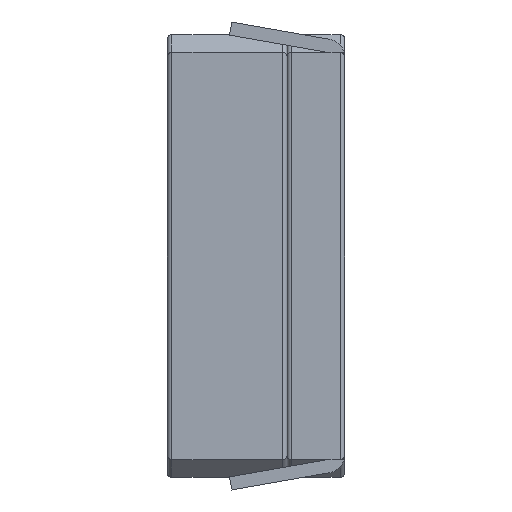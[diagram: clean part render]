
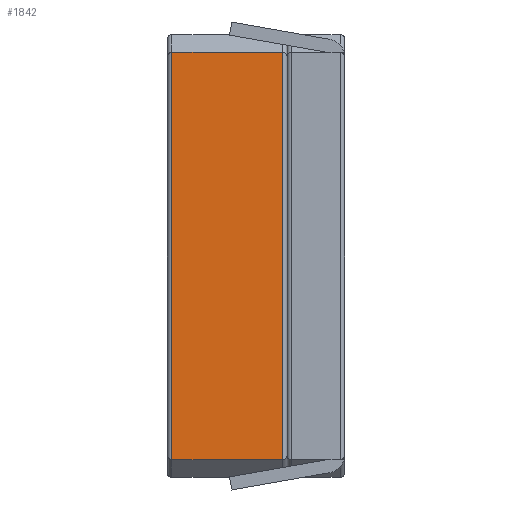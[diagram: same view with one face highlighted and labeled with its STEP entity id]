
A CAD part, left-side view. The second image highlights one B-rep face of the part: STEP entity #1842.
In plain terms, the highlighted planar face has unit normal (-1, 0, 0).
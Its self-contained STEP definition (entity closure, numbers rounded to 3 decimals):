
#64 = EDGE_CURVE ( 'NONE', #431, #3388, #3622, .T. ) ;
#402 = CARTESIAN_POINT ( 'NONE',  ( -2.5, 1.95, -2.3 ) ) ;
#431 = VERTEX_POINT ( 'NONE', #2654 ) ;
#645 = PLANE ( 'NONE',  #1500 ) ;
#921 = CARTESIAN_POINT ( 'NONE',  ( -2.5, 2., -2.3 ) ) ;
#1019 = VECTOR ( 'NONE', #2097, 1000. ) ;
#1072 = EDGE_CURVE ( 'NONE', #2174, #431, #3404, .T. ) ;
#1379 = EDGE_CURVE ( 'NONE', #2749, #2174, #3009, .T. ) ;
#1500 = AXIS2_PLACEMENT_3D ( 'NONE', #1848, #3061, #2767 ) ;
#1548 = CARTESIAN_POINT ( 'NONE',  ( -2.5, 1.95, 2.3 ) ) ;
#1555 = VECTOR ( 'NONE', #2790, 1000. ) ;
#1651 = CARTESIAN_POINT ( 'NONE',  ( -2.5, 0.7, 2.3 ) ) ;
#1842 = ADVANCED_FACE ( 'NONE', ( #2159 ), #645, .F. ) ;
#1848 = CARTESIAN_POINT ( 'NONE',  ( -2.5, 2., 2.3 ) ) ;
#2097 = DIRECTION ( 'NONE',  ( 0., 0., 1. ) ) ;
#2143 = CARTESIAN_POINT ( 'NONE',  ( -2.5, 1.95, 2.3 ) ) ;
#2159 = FACE_OUTER_BOUND ( 'NONE', #3146, .T. ) ;
#2174 = VERTEX_POINT ( 'NONE', #402 ) ;
#2234 = VECTOR ( 'NONE', #3763, 1000. ) ;
#2593 = LINE ( 'NONE', #3805, #2234 ) ;
#2654 = CARTESIAN_POINT ( 'NONE',  ( -2.5, 0.7, -2.3 ) ) ;
#2686 = ORIENTED_EDGE ( 'NONE', *, *, #64, .T. ) ;
#2749 = VERTEX_POINT ( 'NONE', #1548 ) ;
#2756 = ORIENTED_EDGE ( 'NONE', *, *, #1072, .T. ) ;
#2767 = DIRECTION ( 'NONE',  ( 0., 0., -1. ) ) ;
#2790 = DIRECTION ( 'NONE',  ( 0., 0., -1. ) ) ;
#3000 = CARTESIAN_POINT ( 'NONE',  ( -2.5, 0.7, 2.3 ) ) ;
#3009 = LINE ( 'NONE', #2143, #1555 ) ;
#3026 = ORIENTED_EDGE ( 'NONE', *, *, #3765, .F. ) ;
#3061 = DIRECTION ( 'NONE',  ( 1., 0., 0. ) ) ;
#3146 = EDGE_LOOP ( 'NONE', ( #2756, #2686, #3026, #3424 ) ) ;
#3388 = VERTEX_POINT ( 'NONE', #1651 ) ;
#3404 = LINE ( 'NONE', #921, #3792 ) ;
#3424 = ORIENTED_EDGE ( 'NONE', *, *, #1379, .T. ) ;
#3622 = LINE ( 'NONE', #3000, #1019 ) ;
#3648 = DIRECTION ( 'NONE',  ( 0., -1., 0. ) ) ;
#3763 = DIRECTION ( 'NONE',  ( 0., -1., 0. ) ) ;
#3765 = EDGE_CURVE ( 'NONE', #2749, #3388, #2593, .T. ) ;
#3792 = VECTOR ( 'NONE', #3648, 1000. ) ;
#3805 = CARTESIAN_POINT ( 'NONE',  ( -2.5, 2., 2.3 ) ) ;
